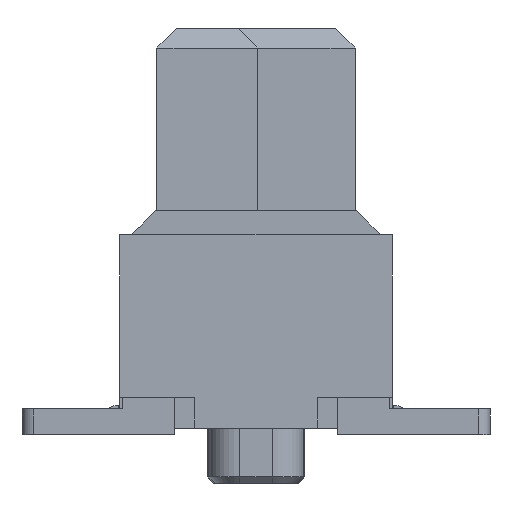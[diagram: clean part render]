
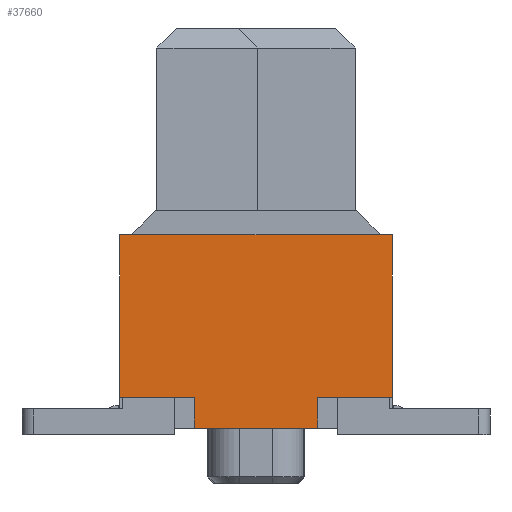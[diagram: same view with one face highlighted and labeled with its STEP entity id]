
A CAD part, left-side view. The second image highlights one B-rep face of the part: STEP entity #37660.
In plain terms, the highlighted planar face has unit normal (-1, 0, 0).
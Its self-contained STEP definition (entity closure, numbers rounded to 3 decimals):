
#36950=CARTESIAN_POINT('',(16.789,2.05,
-0.1));
#36960=DIRECTION('',(-1.,0.,0.));
#36970=DIRECTION('',(0.,-1.,0.));
#36980=AXIS2_PLACEMENT_3D('',#36950,#36960,#36970);
#36990=PLANE('',#36980);
#37000=CARTESIAN_POINT('',(16.789,2.05,
-0.1));
#37010=DIRECTION('',(0.,0.,-1.));
#37020=VECTOR('',#37010,1000.);
#37030=LINE('',#37000,#37020);
#37040=CARTESIAN_POINT('',(16.789,2.05,
-1.25));
#37050=VERTEX_POINT('',#37040);
#37060=CARTESIAN_POINT('',(16.789,2.05,
-3.15));
#37070=VERTEX_POINT('',#37060);
#37080=EDGE_CURVE('',#37050,#37070,#37030,.T.);
#37090=ORIENTED_EDGE('',*,*,#37080,.T.);
#37100=CARTESIAN_POINT('',(16.789,1.575,
-1.25));
#37110=DIRECTION('',(0.,1.,0.));
#37120=VECTOR('',#37110,1000.);
#37130=LINE('',#37100,#37120);
#37140=CARTESIAN_POINT('',(16.789,1.575,
-1.25));
#37150=VERTEX_POINT('',#37140);
#37160=EDGE_CURVE('',#37150,#37050,#37130,.T.);
#37170=ORIENTED_EDGE('',*,*,#37160,.T.);
#37180=CARTESIAN_POINT('',(16.789,1.575,
-1.25));
#37190=DIRECTION('',(0.,0.,1.));
#37200=VECTOR('',#37190,1000.);
#37210=LINE('',#37180,#37200);
#37220=CARTESIAN_POINT('',(16.789,1.575,
-0.1));
#37230=VERTEX_POINT('',#37220);
#37240=EDGE_CURVE('',#37150,#37230,#37210,.T.);
#37250=ORIENTED_EDGE('',*,*,#37240,.F.);
#37260=CARTESIAN_POINT('',(16.789,2.05,
-0.1));
#37270=DIRECTION('',(0.,-1.,0.));
#37280=VECTOR('',#37270,1000.);
#37290=LINE('',#37260,#37280);
#37300=CARTESIAN_POINT('',(16.789,-0.925,
-0.1));
#37310=VERTEX_POINT('',#37300);
#37320=EDGE_CURVE('',#37230,#37310,#37290,.T.);
#37330=ORIENTED_EDGE('',*,*,#37320,.F.);
#37340=CARTESIAN_POINT('',(16.789,-0.925,
-0.1));
#37350=DIRECTION('',(0.,0.,-1.));
#37360=VECTOR('',#37350,1000.);
#37370=LINE('',#37340,#37360);
#37380=CARTESIAN_POINT('',(16.789,-0.925,
-4.3));
#37390=VERTEX_POINT('',#37380);
#37400=EDGE_CURVE('',#37310,#37390,#37370,.T.);
#37410=ORIENTED_EDGE('',*,*,#37400,.F.);
#37420=CARTESIAN_POINT('',(16.789,2.05,
-4.3));
#37430=DIRECTION('',(0.,-1.,0.));
#37440=VECTOR('',#37430,1000.);
#37450=LINE('',#37420,#37440);
#37460=CARTESIAN_POINT('',(16.789,1.575,
-4.3));
#37470=VERTEX_POINT('',#37460);
#37480=EDGE_CURVE('',#37470,#37390,#37450,.T.);
#37490=ORIENTED_EDGE('',*,*,#37480,.T.);
#37500=CARTESIAN_POINT('',(16.789,1.575,
-3.15));
#37510=DIRECTION('',(0.,0.,1.));
#37520=VECTOR('',#37510,1000.);
#37530=LINE('',#37500,#37520);
#37540=CARTESIAN_POINT('',(16.789,1.575,
-3.15));
#37550=VERTEX_POINT('',#37540);
#37560=EDGE_CURVE('',#37470,#37550,#37530,.T.);
#37570=ORIENTED_EDGE('',*,*,#37560,.F.);
#37580=CARTESIAN_POINT('',(16.789,1.575,
-3.15));
#37590=DIRECTION('',(0.,1.,0.));
#37600=VECTOR('',#37590,1000.);
#37610=LINE('',#37580,#37600);
#37620=EDGE_CURVE('',#37550,#37070,#37610,.T.);
#37630=ORIENTED_EDGE('',*,*,#37620,.F.);
#37640=EDGE_LOOP('',(#37630,#37570,#37490,#37410,#37330,#37250,#37170,
#37090));
#37650=FACE_OUTER_BOUND('',#37640,.T.);
#37660=ADVANCED_FACE('',(#37650),#36990,.T.);
